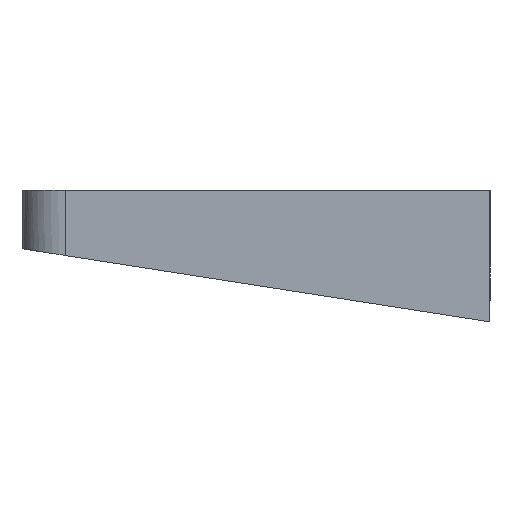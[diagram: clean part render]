
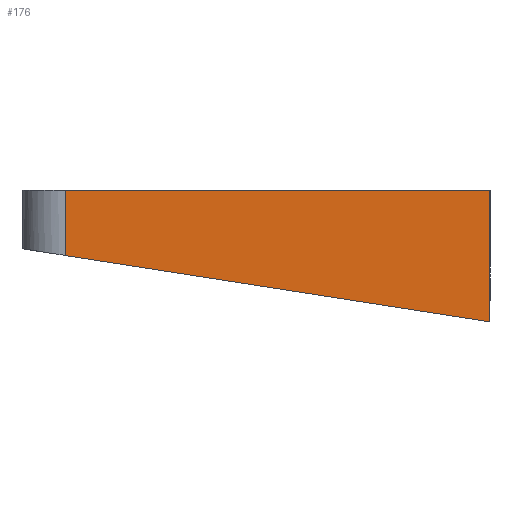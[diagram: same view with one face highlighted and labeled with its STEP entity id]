
A CAD part, left-side view. The second image highlights one B-rep face of the part: STEP entity #176.
In plain terms, the highlighted planar face has unit normal (-1, 0, 0).
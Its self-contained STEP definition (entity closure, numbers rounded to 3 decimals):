
#1 = CARTESIAN_POINT ( 'NONE',  ( -170., 29., 0.031 ) ) ;
#17 = DIRECTION ( 'NONE',  ( 0., 1., 0. ) ) ;
#24 = LINE ( 'NONE', #192, #481 ) ;
#29 = CARTESIAN_POINT ( 'NONE',  ( -170., 29., 4.5 ) ) ;
#110 = VECTOR ( 'NONE', #555, 1000. ) ;
#135 = VERTEX_POINT ( 'NONE', #721 ) ;
#153 = DIRECTION ( 'NONE',  ( 0., -0.988, -0.154 ) ) ;
#160 = CARTESIAN_POINT ( 'NONE',  ( -170., 0., 0. ) ) ;
#176 = ADVANCED_FACE ( 'NONE', ( #215 ), #198, .F. ) ;
#192 = CARTESIAN_POINT ( 'NONE',  ( -170., 0., -4.5 ) ) ;
#198 = PLANE ( 'NONE',  #300 ) ;
#215 = FACE_OUTER_BOUND ( 'NONE', #703, .T. ) ;
#243 = VERTEX_POINT ( 'NONE', #1 ) ;
#244 = DIRECTION ( 'NONE',  ( 0., 0., 1. ) ) ;
#247 = ORIENTED_EDGE ( 'NONE', *, *, #739, .T. ) ;
#258 = LINE ( 'NONE', #486, #110 ) ;
#300 = AXIS2_PLACEMENT_3D ( 'NONE', #160, #392, #619 ) ;
#328 = VECTOR ( 'NONE', #17, 1000. ) ;
#392 = DIRECTION ( 'NONE',  ( 1., 0., 0. ) ) ;
#429 = CARTESIAN_POINT ( 'NONE',  ( -170., 0., 4.5 ) ) ;
#438 = CARTESIAN_POINT ( 'NONE',  ( -170., 32., 0.5 ) ) ;
#466 = EDGE_CURVE ( 'NONE', #135, #566, #24, .T. ) ;
#481 = VECTOR ( 'NONE', #244, 1000. ) ;
#486 = CARTESIAN_POINT ( 'NONE',  ( -170., 29., 0.5 ) ) ;
#500 = CARTESIAN_POINT ( 'NONE',  ( -170., 0., 4.5 ) ) ;
#506 = EDGE_CURVE ( 'NONE', #566, #632, #650, .T. ) ;
#519 = ORIENTED_EDGE ( 'NONE', *, *, #506, .T. ) ;
#555 = DIRECTION ( 'NONE',  ( 0., 0., -1. ) ) ;
#566 = VERTEX_POINT ( 'NONE', #500 ) ;
#582 = VECTOR ( 'NONE', #153, 1000. ) ;
#585 = EDGE_CURVE ( 'NONE', #243, #135, #667, .T. ) ;
#619 = DIRECTION ( 'NONE',  ( 0., 0., -1. ) ) ;
#632 = VERTEX_POINT ( 'NONE', #29 ) ;
#645 = ORIENTED_EDGE ( 'NONE', *, *, #466, .T. ) ;
#650 = LINE ( 'NONE', #429, #328 ) ;
#652 = ORIENTED_EDGE ( 'NONE', *, *, #585, .T. ) ;
#667 = LINE ( 'NONE', #438, #582 ) ;
#703 = EDGE_LOOP ( 'NONE', ( #519, #247, #652, #645 ) ) ;
#721 = CARTESIAN_POINT ( 'NONE',  ( -170., 0., -4.5 ) ) ;
#739 = EDGE_CURVE ( 'NONE', #632, #243, #258, .T. ) ;
